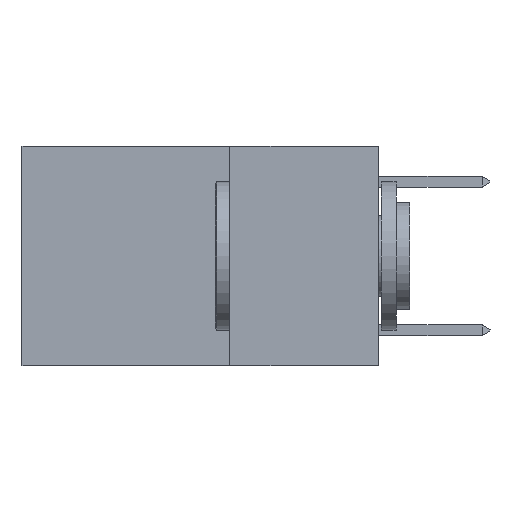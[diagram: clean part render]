
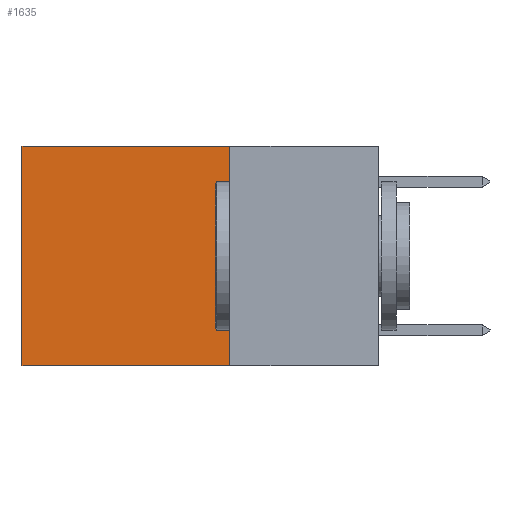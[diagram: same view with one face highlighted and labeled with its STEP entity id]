
A CAD part, left-side view. The second image highlights one B-rep face of the part: STEP entity #1635.
In plain terms, the highlighted planar face has unit normal (-1, 0, 0).
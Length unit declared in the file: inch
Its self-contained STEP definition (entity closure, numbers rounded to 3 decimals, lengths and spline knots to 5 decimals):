
#118 = VECTOR ( 'NONE', #9285, 39.37008 ) ;
#1503 = VERTEX_POINT ( 'NONE', #3034 ) ;
#1635 = ADVANCED_FACE ( 'NONE', ( #10414 ), #11752, .F. ) ;
#1997 = ORIENTED_EDGE ( 'NONE', *, *, #4689, .T. ) ;
#2652 = CARTESIAN_POINT ( 'NONE',  ( 0.2625, 0.25, 0. ) ) ;
#3034 = CARTESIAN_POINT ( 'NONE',  ( 0.2625, 0.6, 0. ) ) ;
#3423 = DIRECTION ( 'NONE',  ( 0., 1., 0. ) ) ;
#3526 = AXIS2_PLACEMENT_3D ( 'NONE', #11014, #8803, #8375 ) ;
#3943 = VERTEX_POINT ( 'NONE', #9529 ) ;
#4314 = CARTESIAN_POINT ( 'NONE',  ( 0.2625, 0.6, 0. ) ) ;
#4689 = EDGE_CURVE ( 'NONE', #1503, #7801, #5286, .T. ) ;
#4792 = CARTESIAN_POINT ( 'NONE',  ( 0.2625, 0.25, 0. ) ) ;
#5286 = LINE ( 'NONE', #4314, #9814 ) ;
#5330 = LINE ( 'NONE', #4792, #118 ) ;
#5530 = CARTESIAN_POINT ( 'NONE',  ( 0.2625, 0.25, 0. ) ) ;
#5646 = VECTOR ( 'NONE', #3423, 39.37008 ) ;
#6990 = LINE ( 'NONE', #2652, #12129 ) ;
#7487 = EDGE_CURVE ( 'NONE', #3943, #7801, #10483, .T. ) ;
#7597 = VERTEX_POINT ( 'NONE', #5530 ) ;
#7625 = ORIENTED_EDGE ( 'NONE', *, *, #7487, .F. ) ;
#7801 = VERTEX_POINT ( 'NONE', #8460 ) ;
#7823 = ORIENTED_EDGE ( 'NONE', *, *, #11916, .T. ) ;
#7825 = ORIENTED_EDGE ( 'NONE', *, *, #12069, .F. ) ;
#7952 = CARTESIAN_POINT ( 'NONE',  ( 0.2625, 0.25, -0.37 ) ) ;
#8375 = DIRECTION ( 'NONE',  ( 0., 0., -1. ) ) ;
#8460 = CARTESIAN_POINT ( 'NONE',  ( 0.2625, 0.6, -0.37 ) ) ;
#8803 = DIRECTION ( 'NONE',  ( 1., 0., 0. ) ) ;
#9285 = DIRECTION ( 'NONE',  ( 0., 0., -1. ) ) ;
#9529 = CARTESIAN_POINT ( 'NONE',  ( 0.2625, 0.25, -0.37 ) ) ;
#9609 = EDGE_LOOP ( 'NONE', ( #1997, #7625, #7825, #7823 ) ) ;
#9814 = VECTOR ( 'NONE', #10621, 39.37008 ) ;
#10005 = DIRECTION ( 'NONE',  ( 0., 1., 0. ) ) ;
#10414 = FACE_OUTER_BOUND ( 'NONE', #9609, .T. ) ;
#10483 = LINE ( 'NONE', #7952, #5646 ) ;
#10621 = DIRECTION ( 'NONE',  ( 0., 0., -1. ) ) ;
#11014 = CARTESIAN_POINT ( 'NONE',  ( 0.2625, 0.25, 0. ) ) ;
#11752 = PLANE ( 'NONE',  #3526 ) ;
#11916 = EDGE_CURVE ( 'NONE', #7597, #1503, #6990, .T. ) ;
#12069 = EDGE_CURVE ( 'NONE', #7597, #3943, #5330, .T. ) ;
#12129 = VECTOR ( 'NONE', #10005, 39.37008 ) ;
